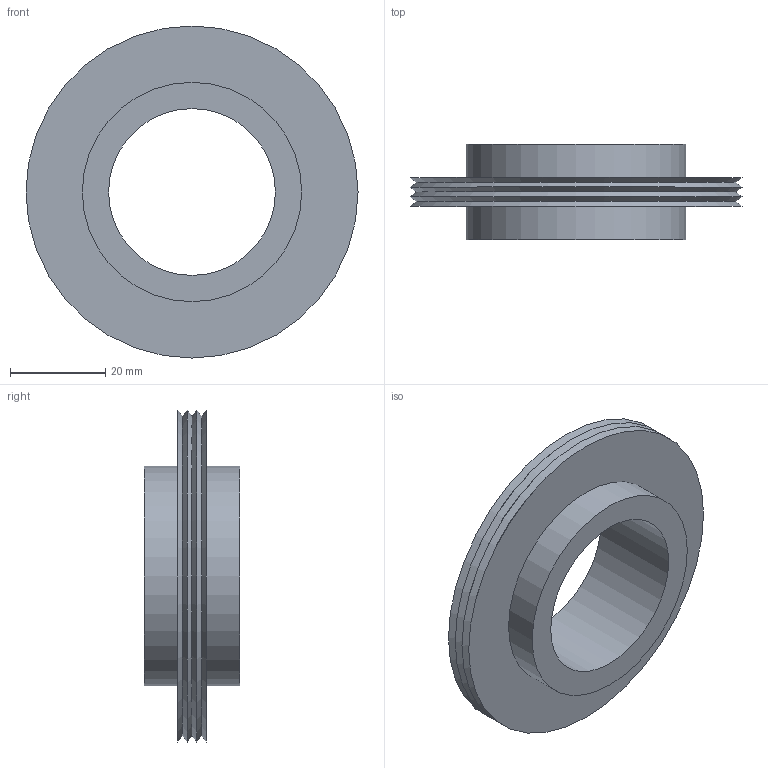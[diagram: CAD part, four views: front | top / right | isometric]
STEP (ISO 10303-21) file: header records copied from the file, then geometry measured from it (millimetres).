
FILE_DESCRIPTION(/* description */ (''),/* implementation_level */ '2;1');
FILE_NAME(/* name */ '34_Vong_chan_dau.stp',/* time_stamp */ '2024-12-15T00:11:47+07:00',/* author */ ('hongquan'),/* organization */ (''),/* preprocessor_version */ 'ST-DEVELOPER v20',/* originating_system */ 'Autodesk Inventor 2025',/* authorisation */ '');
FILE_SCHEMA (('AUTOMOTIVE_DESIGN { 1 0 10303 214 3 1 1 }'));
Length unit declared in the file: millimetre
Products named in the file (1): 34_Vong_chan_dau
Bounding box: 69.63 x 20 x 69.63 mm (x, y, z)
Volume: 26029.5 mm3; surface area: 12026.4 mm2
Topology: 1 solids, 1 shells, 13 faces, 22 edges, 15 vertices
Faces by surface type: cone 6, plane 4, cylinder 3
Full cylindrical faces by diameter (mm): 35 x1, 46 x2
Entity records: 369 total; most frequent: DIRECTION 63, CARTESIAN_POINT 51, ORIENTED_EDGE 44, AXIS2_PLACEMENT_3D 27, EDGE_CURVE 22, EDGE_LOOP 17, FACE_OUTER_BOUND 13, CIRCLE 13
